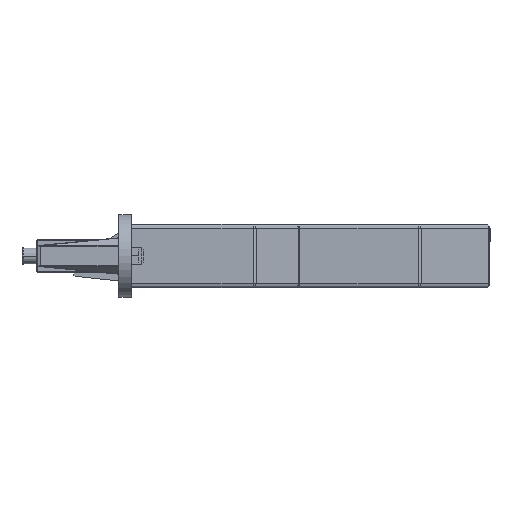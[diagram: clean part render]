
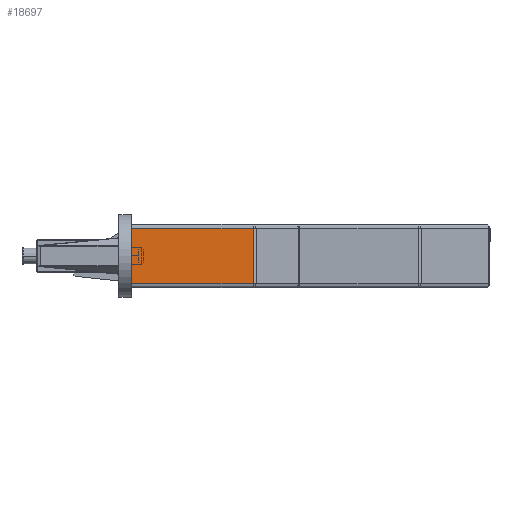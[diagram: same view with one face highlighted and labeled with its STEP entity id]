
A CAD part, front view. The second image highlights one B-rep face of the part: STEP entity #18697.
In plain terms, the highlighted planar face has unit normal (0, -1, 0).
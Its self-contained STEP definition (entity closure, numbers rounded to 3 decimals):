
#1402 = VERTEX_POINT ( 'NONE', #9236 ) ;
#1592 = LINE ( 'NONE', #20490, #19666 ) ;
#2493 = FACE_OUTER_BOUND ( 'NONE', #6692, .T. ) ;
#2649 = EDGE_CURVE ( 'NONE', #14989, #12574, #9267, .T. ) ;
#4897 = CARTESIAN_POINT ( 'NONE',  ( 16.086, -33.75, 12.25 ) ) ;
#5548 = ORIENTED_EDGE ( 'NONE', *, *, #8276, .T. ) ;
#5905 = CARTESIAN_POINT ( 'NONE',  ( -13.5, -33.75, 11.25 ) ) ;
#6692 = EDGE_LOOP ( 'NONE', ( #5548, #13662, #10635, #14306 ) ) ;
#7405 = CARTESIAN_POINT ( 'NONE',  ( 27.3, -33.75, 12.25 ) ) ;
#8276 = EDGE_CURVE ( 'NONE', #10690, #14989, #22420, .T. ) ;
#8358 = AXIS2_PLACEMENT_3D ( 'NONE', #7405, #12898, #9356 ) ;
#9236 = CARTESIAN_POINT ( 'NONE',  ( -13.5, -33.75, -2.25 ) ) ;
#9267 = LINE ( 'NONE', #14172, #12596 ) ;
#9356 = DIRECTION ( 'NONE',  ( -1., 0., 0. ) ) ;
#9583 = CARTESIAN_POINT ( 'NONE',  ( 27.3, -33.75, -2.25 ) ) ;
#10635 = ORIENTED_EDGE ( 'NONE', *, *, #16575, .T. ) ;
#10690 = VERTEX_POINT ( 'NONE', #11935 ) ;
#11935 = CARTESIAN_POINT ( 'NONE',  ( 16.086, -33.75, -2.25 ) ) ;
#12472 = DIRECTION ( 'NONE',  ( -1., 0., 0. ) ) ;
#12574 = VERTEX_POINT ( 'NONE', #5905 ) ;
#12596 = VECTOR ( 'NONE', #12472, 1000. ) ;
#12712 = EDGE_CURVE ( 'NONE', #1402, #10690, #19993, .T. ) ;
#12898 = DIRECTION ( 'NONE',  ( 0., 1., 0. ) ) ;
#13497 = DIRECTION ( 'NONE',  ( 0., 0., -1. ) ) ;
#13662 = ORIENTED_EDGE ( 'NONE', *, *, #2649, .T. ) ;
#14172 = CARTESIAN_POINT ( 'NONE',  ( 27.3, -33.75, 11.25 ) ) ;
#14306 = ORIENTED_EDGE ( 'NONE', *, *, #12712, .T. ) ;
#14989 = VERTEX_POINT ( 'NONE', #16174 ) ;
#15237 = VECTOR ( 'NONE', #22083, 1000. ) ;
#16174 = CARTESIAN_POINT ( 'NONE',  ( 16.086, -33.75, 11.25 ) ) ;
#16575 = EDGE_CURVE ( 'NONE', #12574, #1402, #1592, .T. ) ;
#16578 = PLANE ( 'NONE',  #8358 ) ;
#16651 = VECTOR ( 'NONE', #18505, 1000. ) ;
#18505 = DIRECTION ( 'NONE',  ( 1., 0., 0. ) ) ;
#18697 = ADVANCED_FACE ( 'NONE', ( #2493 ), #16578, .F. ) ;
#19666 = VECTOR ( 'NONE', #13497, 1000. ) ;
#19993 = LINE ( 'NONE', #9583, #16651 ) ;
#20490 = CARTESIAN_POINT ( 'NONE',  ( -13.5, -33.75, 12.25 ) ) ;
#22083 = DIRECTION ( 'NONE',  ( 0., 0., 1. ) ) ;
#22420 = LINE ( 'NONE', #4897, #15237 ) ;
